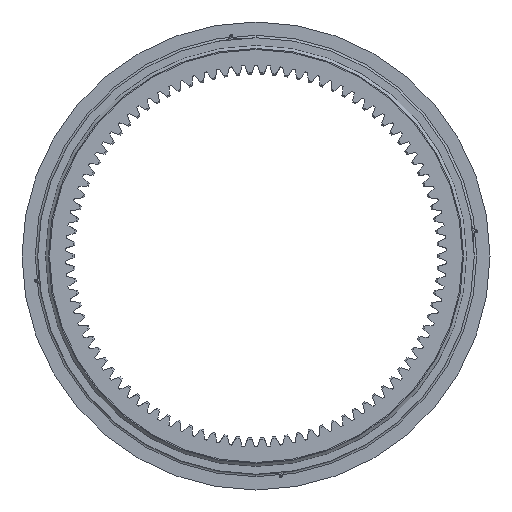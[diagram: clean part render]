
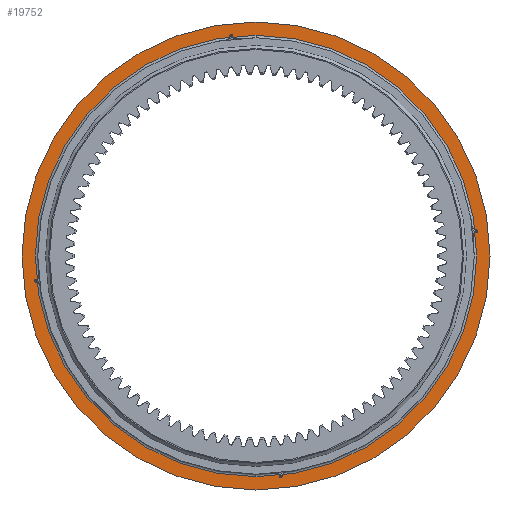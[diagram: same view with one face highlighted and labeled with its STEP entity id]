
A CAD part, front view. The second image highlights one B-rep face of the part: STEP entity #19752.
In plain terms, the highlighted planar face has unit normal (0, -1, 0).
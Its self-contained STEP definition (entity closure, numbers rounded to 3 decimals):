
#444 = CARTESIAN_POINT ( 'NONE',  ( 0., 16., 0. ) ) ;
#529 = EDGE_CURVE ( 'NONE', #11661, #23391, #3239, .T. ) ;
#1307 = CARTESIAN_POINT ( 'NONE',  ( 0., 16., 474. ) ) ;
#1556 = EDGE_LOOP ( 'NONE', ( #19429, #2422 ) ) ;
#1746 = DIRECTION ( 'NONE',  ( 0., -1., 0. ) ) ;
#2156 = VERTEX_POINT ( 'NONE', #7452 ) ;
#2377 = DIRECTION ( 'NONE',  ( 0., 0., 1. ) ) ;
#2422 = ORIENTED_EDGE ( 'NONE', *, *, #3587, .T. ) ;
#3222 = ORIENTED_EDGE ( 'NONE', *, *, #529, .T. ) ;
#3239 = CIRCLE ( 'NONE', #5045, 474. ) ;
#3253 = EDGE_CURVE ( 'NONE', #23391, #11661, #4304, .T. ) ;
#3587 = EDGE_CURVE ( 'NONE', #8445, #2156, #18303, .T. ) ;
#3916 = PLANE ( 'NONE',  #5369 ) ;
#4304 = CIRCLE ( 'NONE', #9643, 474. ) ;
#5045 = AXIS2_PLACEMENT_3D ( 'NONE', #17664, #6463, #19520 ) ;
#5369 = AXIS2_PLACEMENT_3D ( 'NONE', #16983, #18852, #7689 ) ;
#5697 = CARTESIAN_POINT ( 'NONE',  ( 0., 16., -474. ) ) ;
#6463 = DIRECTION ( 'NONE',  ( 0., -1., 0. ) ) ;
#7420 = DIRECTION ( 'NONE',  ( 0., 1., 0. ) ) ;
#7452 = CARTESIAN_POINT ( 'NONE',  ( 0., 16., 447. ) ) ;
#7689 = DIRECTION ( 'NONE',  ( 0., 0., 1. ) ) ;
#7715 = CARTESIAN_POINT ( 'NONE',  ( 0., 16., -447. ) ) ;
#8445 = VERTEX_POINT ( 'NONE', #7715 ) ;
#9643 = AXIS2_PLACEMENT_3D ( 'NONE', #12988, #1746, #14843 ) ;
#10018 = FACE_BOUND ( 'NONE', #1556, .T. ) ;
#11661 = VERTEX_POINT ( 'NONE', #5697 ) ;
#12988 = CARTESIAN_POINT ( 'NONE',  ( 0., 16., 0. ) ) ;
#13591 = DIRECTION ( 'NONE',  ( 0., 1., 0. ) ) ;
#14843 = DIRECTION ( 'NONE',  ( 0., 0., 1. ) ) ;
#16983 = CARTESIAN_POINT ( 'NONE',  ( 0., 16., 442. ) ) ;
#17091 = EDGE_CURVE ( 'NONE', #2156, #8445, #18839, .T. ) ;
#17288 = FACE_OUTER_BOUND ( 'NONE', #20507, .T. ) ;
#17664 = CARTESIAN_POINT ( 'NONE',  ( 0., 16., 0. ) ) ;
#18303 = CIRCLE ( 'NONE', #21680, 447. ) ;
#18590 = CARTESIAN_POINT ( 'NONE',  ( 0., 16., 0. ) ) ;
#18839 = CIRCLE ( 'NONE', #24269, 447. ) ;
#18852 = DIRECTION ( 'NONE',  ( 0., -1., 0. ) ) ;
#19429 = ORIENTED_EDGE ( 'NONE', *, *, #17091, .T. ) ;
#19520 = DIRECTION ( 'NONE',  ( 0., 0., 1. ) ) ;
#19752 = ADVANCED_FACE ( 'NONE', ( #10018, #17288 ), #3916, .T. ) ;
#20182 = ORIENTED_EDGE ( 'NONE', *, *, #3253, .T. ) ;
#20473 = DIRECTION ( 'NONE',  ( 0., 0., 1. ) ) ;
#20507 = EDGE_LOOP ( 'NONE', ( #20182, #3222 ) ) ;
#21680 = AXIS2_PLACEMENT_3D ( 'NONE', #18590, #7420, #20473 ) ;
#23391 = VERTEX_POINT ( 'NONE', #1307 ) ;
#24269 = AXIS2_PLACEMENT_3D ( 'NONE', #444, #13591, #2377 ) ;
